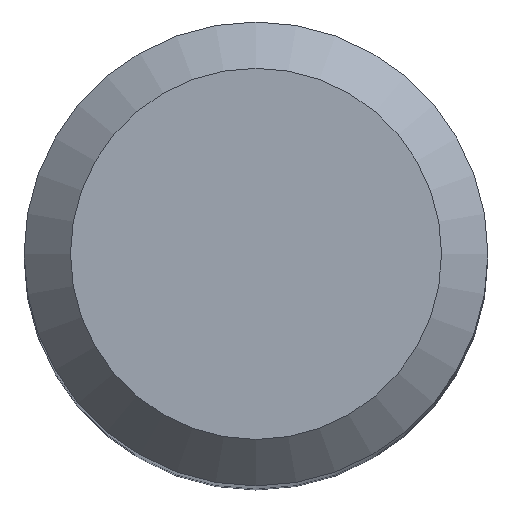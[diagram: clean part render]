
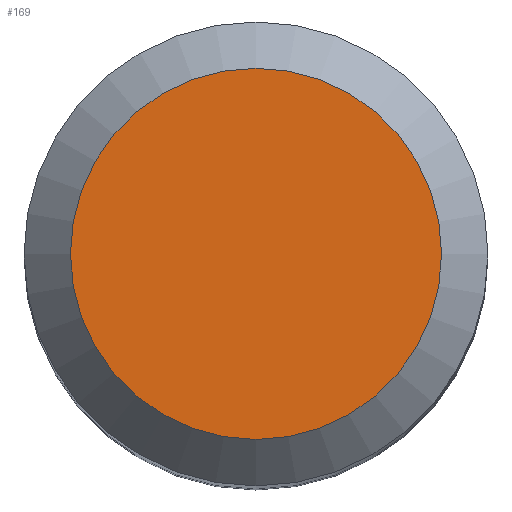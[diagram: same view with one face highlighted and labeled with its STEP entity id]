
A CAD part, top view. The second image highlights one B-rep face of the part: STEP entity #169.
In plain terms, the highlighted planar face has unit normal (0, 0, 1).
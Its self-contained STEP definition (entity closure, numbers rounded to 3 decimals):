
#7 = PLANE ( 'NONE',  #131 ) ;
#10 = DIRECTION ( 'NONE',  ( 0., 0., -1. ) ) ;
#37 = EDGE_CURVE ( 'NONE', #197, #197, #90, .T. ) ;
#69 = CARTESIAN_POINT ( 'NONE',  ( 0., 0., 82. ) ) ;
#73 = CARTESIAN_POINT ( 'NONE',  ( 0., 0., 82. ) ) ;
#90 = CIRCLE ( 'NONE', #168, 6.4 ) ;
#108 = DIRECTION ( 'NONE',  ( 0., 0., -1. ) ) ;
#127 = CARTESIAN_POINT ( 'NONE',  ( 0., 6.4, 82. ) ) ;
#131 = AXIS2_PLACEMENT_3D ( 'NONE', #73, #108, #218 ) ;
#139 = DIRECTION ( 'NONE',  ( 0., 1., 0. ) ) ;
#162 = EDGE_LOOP ( 'NONE', ( #201 ) ) ;
#168 = AXIS2_PLACEMENT_3D ( 'NONE', #69, #10, #139 ) ;
#169 = ADVANCED_FACE ( 'NONE', ( #189 ), #7, .F. ) ;
#189 = FACE_OUTER_BOUND ( 'NONE', #162, .T. ) ;
#197 = VERTEX_POINT ( 'NONE', #127 ) ;
#201 = ORIENTED_EDGE ( 'NONE', *, *, #37, .F. ) ;
#218 = DIRECTION ( 'NONE',  ( 0., 1., 0. ) ) ;
